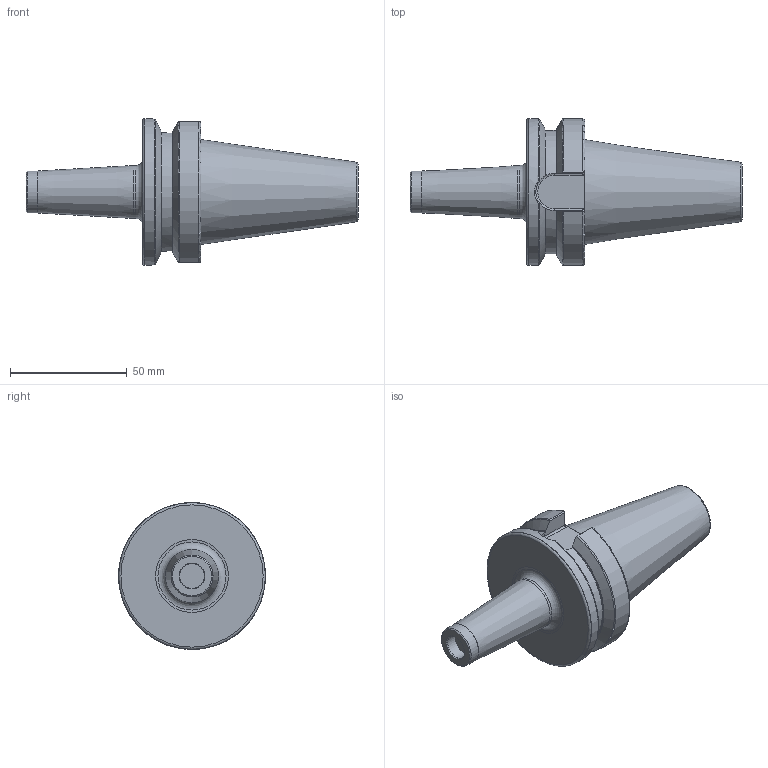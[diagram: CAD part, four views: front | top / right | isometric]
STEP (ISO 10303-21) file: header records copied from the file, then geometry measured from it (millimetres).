
FILE_DESCRIPTION(/* description */ (''),/* implementation_level */ '2;1');
FILE_NAME(/* name */ 'ABT40-MM-10-077.stp',/* time_stamp */ '2024-11-18T11:45:54+03:00',/* author */ (''),/* organization */ (''),/* preprocessor_version */ 'ST-DEVELOPER v19.4',/* originating_system */ 'SIEMENS PLM Software NX2306.9102',/* authorisation */ '');
FILE_SCHEMA (('AUTOMOTIVE_DESIGN { 1 0 10303 214 3 1 1 1 }'));
Length unit declared in the file: millimetre
Products named in the file (1): ABT40-MM-10-077-LIGHT
Bounding box: 142.4 x 62.99 x 63 mm (x, y, z)
Volume: 149896.3 mm3; surface area: 21694.8 mm2
Topology: 1 solids, 1 shells, 78 faces, 197 edges, 125 vertices
Faces by surface type: plane 24, cylinder 20, torus 17, cone 15, bspline 2
Full cylindrical faces by diameter (mm): 4 x1, 10 x1, 10.5 x1, 18 x1, 22.7 x1, 63 x1
Entity records: 2600 total; most frequent: CARTESIAN_POINT 864, ORIENTED_EDGE 344, DIRECTION 340, EDGE_CURVE 172, AXIS2_PLACEMENT_3D 143, VERTEX_POINT 121, EDGE_LOOP 102, ADVANCED_FACE 78
